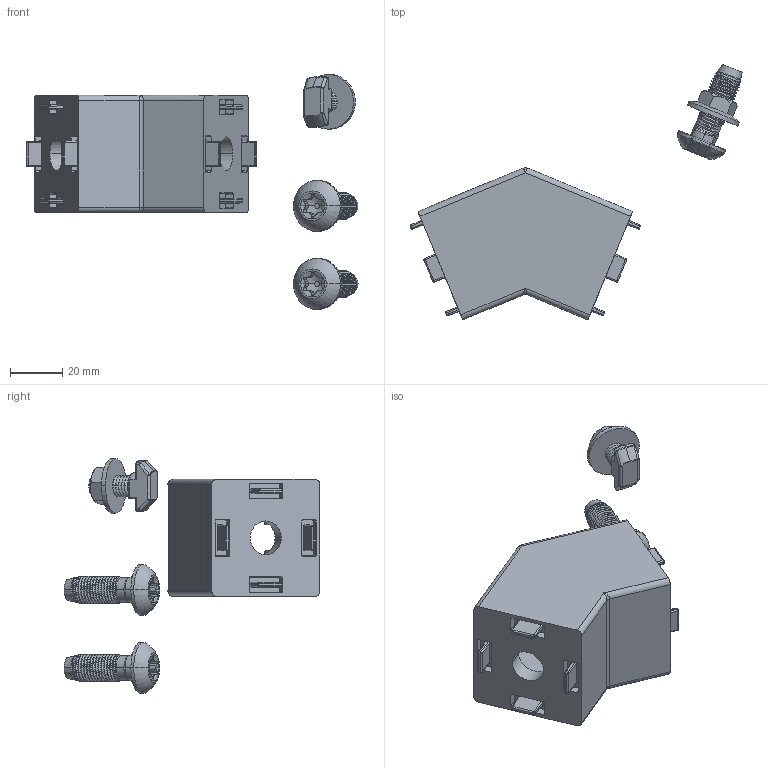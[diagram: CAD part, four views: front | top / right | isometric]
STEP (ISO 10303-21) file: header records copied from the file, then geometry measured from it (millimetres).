
FILE_DESCRIPTION (( 'STEP AP214' ), '1' );
FILE_NAME ('093ws45145n10s02.STEP', '2014-09-10T07:23:37', ( '' ), ( '' ), 'SwSTEP 2.0', 'SolidWorks 2014', '' );
FILE_SCHEMA (( 'AUTOMOTIVE_DESIGN' ));
Length unit declared in the file: millimetre
Products named in the file (1): 093ws45145n10s02
Bounding box: 127.66 x 98.38 x 90.3 mm (x, y, z)
Volume: 69946.7 mm3; surface area: 41402.8 mm2
Topology: 6 solids, 6 shells, 1141 faces, 2953 edges, 1834 vertices
Faces by surface type: cylinder 405, plane 373, cone 171, bspline 71, sphere 70, torus 51
Entity records: 57576 total; most frequent: CARTESIAN_POINT 18919, ORIENTED_EDGE 5824, DIRECTION 5076, EDGE_CURVE 2912, AXIS2_PLACEMENT_3D 1865, VERTEX_POINT 1820, LINE 1346, VECTOR 1346
